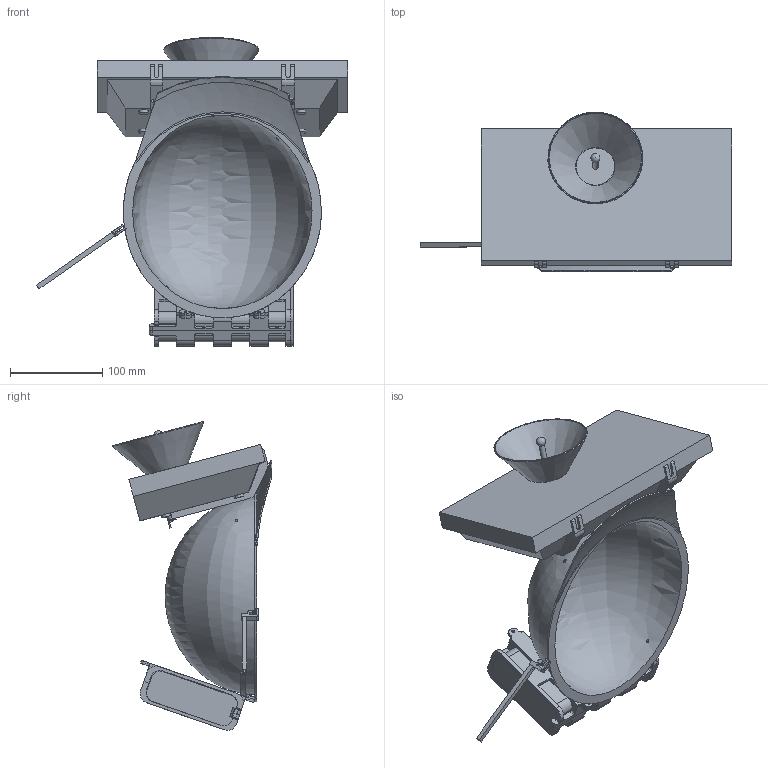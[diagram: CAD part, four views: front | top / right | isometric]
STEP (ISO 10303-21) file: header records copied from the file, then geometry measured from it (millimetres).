
FILE_DESCRIPTION(/* description */ ('Unknown'),/* implementation_level */ '2;1');
FILE_NAME(/* name */ 'wifi_helm',/* time_stamp */ '2024-12-16T19:36:01+09:00',/* author */ ('Unknown'),/* organization */ ('Unknown'),/* preprocessor_version */ 'ST-DEVELOPER v19.4',/* originating_system */ 'Solid Edge',/* authorisation */ 'Unknown');
FILE_SCHEMA (('AUTOMOTIVE_DESIGN {1 0 10303 214 3 1 1}'));
Length unit declared in the file: millimetre
Products named in the file (17): wifi_helm; 3d_kote1; helmet; rooter; 99angle; 3d_kote3; battery; 3d_bkote; 3d_bkote3; 3d_bsoko; 3d_spe1; 3d_bkote4; panel_2; panel; parabora1; parabora2
Assembly tree (17 placements, depth 3):
  wifi_helm
    3d_kote1  x2
    helmet
    rooter
    99angle
    3d_kote3
    battery
      battery
      3d_bkote
      3d_bkote3
      3d_bsoko
    3d_spe1
    3d_bkote4
    panel_2
    panel
    parabora1
    parabora2
Bounding box: 337.88 x 173.36 x 335.15 mm (x, y, z)
Volume: 6044147.4 mm3; surface area: 539861.1 mm2
Topology: 16 solids, 16 shells, 619 faces, 1835 edges, 1232 vertices
Faces by surface type: plane 316, cylinder 282, torus 8, bspline 7, cone 5, sphere 1
Full cylindrical faces by diameter (mm): 2.9 x5, 3 x34, 3.3 x10, 3.5 x1, 3.9 x2, 6 x1, 8 x1, 10 x4, 46 x1
Entity records: 22196 total; most frequent: CARTESIAN_POINT 4519, DIRECTION 3184, ORIENTED_EDGE 3178, EDGE_CURVE 1589, VERTEX_POINT 1098, AXIS2_PLACEMENT_3D 1095, LINE 994, VECTOR 994
